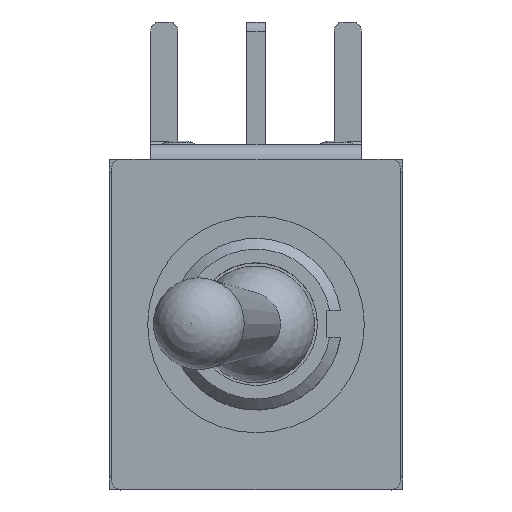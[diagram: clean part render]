
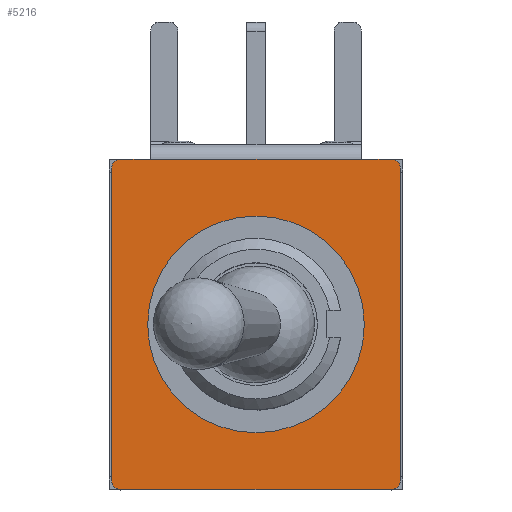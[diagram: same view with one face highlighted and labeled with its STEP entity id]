
A CAD part, top view. The second image highlights one B-rep face of the part: STEP entity #5216.
In plain terms, the highlighted planar face has unit normal (0, 0, 1).
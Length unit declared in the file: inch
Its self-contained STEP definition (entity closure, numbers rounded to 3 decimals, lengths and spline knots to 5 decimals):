
#181=FACE_BOUND('',#482,.T.);
#196=FACE_OUTER_BOUND('',#481,.T.);
#481=EDGE_LOOP('',(#3426,#3427,#3428,#3429,#3430,#3431,#3432,#3433,#3434,
#3435));
#482=EDGE_LOOP('',(#3436));
#779=CIRCLE('',#5528,0.00984);
#780=CIRCLE('',#5529,0.00984);
#781=CIRCLE('',#5530,0.00984);
#782=CIRCLE('',#5531,0.00984);
#783=CIRCLE('',#5532,0.11811);
#943=LINE('',#7413,#1518);
#944=LINE('',#7415,#1519);
#945=LINE('',#7419,#1520);
#946=LINE('',#7423,#1521);
#947=LINE('',#7427,#1522);
#948=LINE('',#7430,#1523);
#1518=VECTOR('',#5977,0.3937);
#1519=VECTOR('',#5978,0.3937);
#1520=VECTOR('',#5981,0.3937);
#1521=VECTOR('',#5984,0.3937);
#1522=VECTOR('',#5987,0.3937);
#1523=VECTOR('',#5990,0.3937);
#2097=VERTEX_POINT('',#7411);
#2098=VERTEX_POINT('',#7412);
#2099=VERTEX_POINT('',#7414);
#2100=VERTEX_POINT('',#7416);
#2101=VERTEX_POINT('',#7418);
#2102=VERTEX_POINT('',#7420);
#2103=VERTEX_POINT('',#7422);
#2104=VERTEX_POINT('',#7424);
#2105=VERTEX_POINT('',#7426);
#2106=VERTEX_POINT('',#7428);
#2107=VERTEX_POINT('',#7431);
#2621=EDGE_CURVE('',#2097,#2098,#943,.T.);
#2622=EDGE_CURVE('',#2099,#2097,#944,.T.);
#2623=EDGE_CURVE('',#2100,#2099,#779,.T.);
#2624=EDGE_CURVE('',#2101,#2100,#945,.T.);
#2625=EDGE_CURVE('',#2102,#2101,#780,.T.);
#2626=EDGE_CURVE('',#2103,#2102,#946,.T.);
#2627=EDGE_CURVE('',#2104,#2103,#781,.T.);
#2628=EDGE_CURVE('',#2105,#2104,#947,.T.);
#2629=EDGE_CURVE('',#2106,#2105,#782,.T.);
#2630=EDGE_CURVE('',#2098,#2106,#948,.T.);
#2631=EDGE_CURVE('',#2107,#2107,#783,.T.);
#3426=ORIENTED_EDGE('',*,*,#2621,.F.);
#3427=ORIENTED_EDGE('',*,*,#2622,.F.);
#3428=ORIENTED_EDGE('',*,*,#2623,.F.);
#3429=ORIENTED_EDGE('',*,*,#2624,.F.);
#3430=ORIENTED_EDGE('',*,*,#2625,.F.);
#3431=ORIENTED_EDGE('',*,*,#2626,.F.);
#3432=ORIENTED_EDGE('',*,*,#2627,.F.);
#3433=ORIENTED_EDGE('',*,*,#2628,.F.);
#3434=ORIENTED_EDGE('',*,*,#2629,.F.);
#3435=ORIENTED_EDGE('',*,*,#2630,.F.);
#3436=ORIENTED_EDGE('',*,*,#2631,.F.);
#5019=PLANE('',#5527);
#5216=ADVANCED_FACE('',(#196,#181),#5019,.T.);
#5527=AXIS2_PLACEMENT_3D('',#7410,#5975,#5976);
#5528=AXIS2_PLACEMENT_3D('',#7417,#5979,#5980);
#5529=AXIS2_PLACEMENT_3D('',#7421,#5982,#5983);
#5530=AXIS2_PLACEMENT_3D('',#7425,#5985,#5986);
#5531=AXIS2_PLACEMENT_3D('',#7429,#5988,#5989);
#5532=AXIS2_PLACEMENT_3D('',#7432,#5991,#5992);
#5975=DIRECTION('center_axis',(0.,0.,
1.));
#5976=DIRECTION('ref_axis',(-1.,0.,0.));
#5977=DIRECTION('',(1.,0.,0.));
#5978=DIRECTION('',(1.,0.,0.));
#5979=DIRECTION('center_axis',(0.,0.,
-1.));
#5980=DIRECTION('ref_axis',(-0.707,0.707,0.));
#5981=DIRECTION('',(0.,1.,0.));
#5982=DIRECTION('center_axis',(0.,0.,
-1.));
#5983=DIRECTION('ref_axis',(-0.707,-0.707,0.));
#5984=DIRECTION('',(-1.,0.,0.));
#5985=DIRECTION('center_axis',(0.,0.,
-1.));
#5986=DIRECTION('ref_axis',(0.707,-0.707,0.));
#5987=DIRECTION('',(0.,-1.,0.));
#5988=DIRECTION('center_axis',(0.,0.,
-1.));
#5989=DIRECTION('ref_axis',(0.707,0.707,0.));
#5990=DIRECTION('',(1.,0.,0.));
#5991=DIRECTION('center_axis',(0.,0.,
1.));
#5992=DIRECTION('ref_axis',(-1.,0.,0.));
#7410=CARTESIAN_POINT('Origin',(0.,0.,
0.30472));
#7411=CARTESIAN_POINT('',(-0.11496,0.17992,0.30472));
#7412=CARTESIAN_POINT('',(0.11496,0.17992,0.30472));
#7413=CARTESIAN_POINT('',(0.,0.17992,0.30472));
#7414=CARTESIAN_POINT('',(-0.14764,0.17992,0.30472));
#7415=CARTESIAN_POINT('',(0.15748,0.17992,0.30472));
#7416=CARTESIAN_POINT('',(-0.15748,0.17008,0.30472));
#7417=CARTESIAN_POINT('Origin',(-0.14764,0.17008,0.30472));
#7418=CARTESIAN_POINT('',(-0.15748,-0.17008,0.30472));
#7419=CARTESIAN_POINT('',(-0.15748,0.17992,0.30472));
#7420=CARTESIAN_POINT('',(-0.14764,-0.17992,0.30472));
#7421=CARTESIAN_POINT('Origin',(-0.14764,-0.17008,0.30472));
#7422=CARTESIAN_POINT('',(0.14764,-0.17992,0.30472));
#7423=CARTESIAN_POINT('',(-0.15748,-0.17992,0.30472));
#7424=CARTESIAN_POINT('',(0.15748,-0.17008,0.30472));
#7425=CARTESIAN_POINT('Origin',(0.14764,-0.17008,0.30472));
#7426=CARTESIAN_POINT('',(0.15748,0.17008,0.30472));
#7427=CARTESIAN_POINT('',(0.15748,-0.17992,0.30472));
#7428=CARTESIAN_POINT('',(0.14764,0.17992,0.30472));
#7429=CARTESIAN_POINT('Origin',(0.14764,0.17008,0.30472));
#7430=CARTESIAN_POINT('',(0.15748,0.17992,0.30472));
#7431=CARTESIAN_POINT('',(0.11811,0.,0.30472));
#7432=CARTESIAN_POINT('Origin',(0.,0.,
0.30472));
